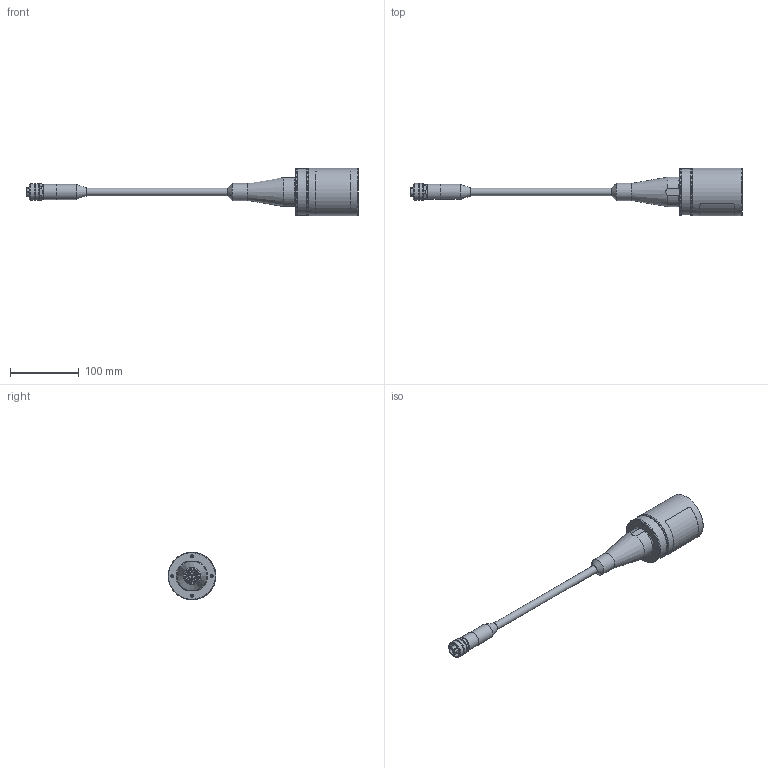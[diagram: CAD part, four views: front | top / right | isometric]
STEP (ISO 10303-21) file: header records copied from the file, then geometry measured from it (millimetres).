
FILE_DESCRIPTION((''),'2;1');
FILE_NAME('8065-120 - MF R OMNI 3D.stp','2010-08-24T16:09:14',('ctd'),(''),'Autodesk Inventor 2011','Autodesk Inventor 2011','');
FILE_SCHEMA(('AUTOMOTIVE_DESIGN { 1 0 10303 214 1 1 1 1 }'));
Length unit declared in the file: millimetre
Products named in the file (1): 8065-120 - MF R OMNI 3D
Bounding box: 483.39 x 69.51 x 69.34 mm (x, y, z)
Volume: 2785.9 mm3; surface area: 76881.4 mm2
Topology: 1 solids, 2 shells, 263 faces, 666 edges, 430 vertices
Faces by surface type: cylinder 112, plane 97, cone 27, bspline 23, torus 4
Full cylindrical faces by diameter (mm): 2.1 x3, 4.134 x60, 6.35 x1, 8.382 x1, 8.89 x1, 9.5 x1, 11 x1, 12 x1, 13.381 x1, 17.5 x1, 18.5 x1, 19 x1, 20 x1, 22 x2, 23.6 x2, 24.7 x2, 25 x1, 63.5 x1, 67 x1, 69 x2, 69.342 x1
Entity records: 14993 total; most frequent: CARTESIAN_POINT 10363, DIRECTION 868, ORIENTED_EDGE 838, EDGE_CURVE 419, AXIS2_PLACEMENT_3D 334, VERTEX_POINT 300, EDGE_LOOP 295, FACE_OUTER_BOUND 203
